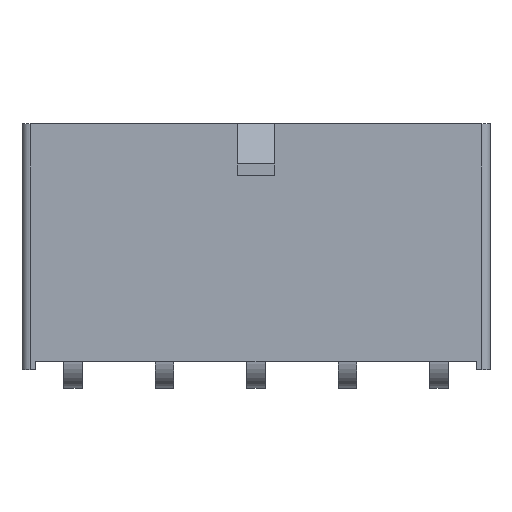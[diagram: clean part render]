
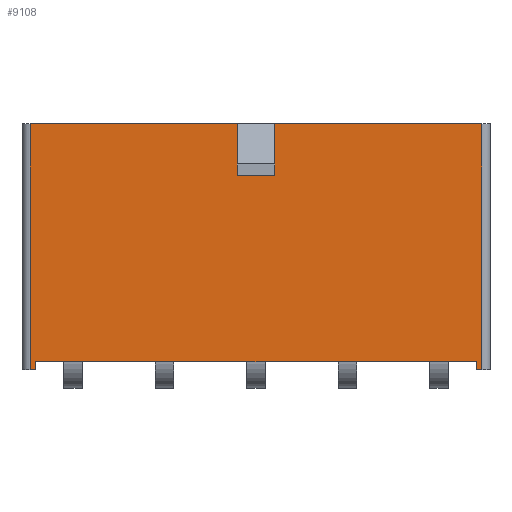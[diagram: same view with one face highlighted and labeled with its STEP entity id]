
A CAD part, top view. The second image highlights one B-rep face of the part: STEP entity #9108.
In plain terms, the highlighted planar face has unit normal (0, 0, 1).
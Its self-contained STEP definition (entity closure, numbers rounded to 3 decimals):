
#550=ORIENTED_EDGE('',*,*,#2166,.F.);
#551=ORIENTED_EDGE('',*,*,#2300,.T.);
#552=ORIENTED_EDGE('',*,*,#2301,.T.);
#553=ORIENTED_EDGE('',*,*,#2302,.T.);
#554=ORIENTED_EDGE('',*,*,#2227,.F.);
#555=ORIENTED_EDGE('',*,*,#2303,.F.);
#556=ORIENTED_EDGE('',*,*,#2304,.F.);
#557=ORIENTED_EDGE('',*,*,#2305,.T.);
#558=ORIENTED_EDGE('',*,*,#2225,.F.);
#559=ORIENTED_EDGE('',*,*,#2306,.F.);
#560=ORIENTED_EDGE('',*,*,#2307,.T.);
#561=ORIENTED_EDGE('',*,*,#2308,.F.);
#2166=EDGE_CURVE('',#3079,#3080,#3659,.T.);
#2225=EDGE_CURVE('',#3121,#3122,#3710,.T.);
#2227=EDGE_CURVE('',#3123,#3124,#3712,.T.);
#2300=EDGE_CURVE('',#3079,#3171,#3779,.T.);
#2301=EDGE_CURVE('',#3171,#3172,#3780,.T.);
#2302=EDGE_CURVE('',#3172,#3124,#3781,.T.);
#2303=EDGE_CURVE('',#3173,#3123,#3782,.T.);
#2304=EDGE_CURVE('',#3174,#3173,#3783,.T.);
#2305=EDGE_CURVE('',#3174,#3122,#3784,.T.);
#2306=EDGE_CURVE('',#3175,#3121,#3785,.T.);
#2307=EDGE_CURVE('',#3175,#3176,#3786,.T.);
#2308=EDGE_CURVE('',#3080,#3176,#3787,.T.);
#3079=VERTEX_POINT('',#12010);
#3080=VERTEX_POINT('',#12012);
#3121=VERTEX_POINT('',#12123);
#3122=VERTEX_POINT('',#12125);
#3123=VERTEX_POINT('',#12127);
#3124=VERTEX_POINT('',#12129);
#3171=VERTEX_POINT('',#12272);
#3172=VERTEX_POINT('',#12276);
#3173=VERTEX_POINT('',#12279);
#3174=VERTEX_POINT('',#12281);
#3175=VERTEX_POINT('',#12284);
#3176=VERTEX_POINT('',#12286);
#3659=LINE('',#12011,#4523);
#3710=LINE('',#12124,#4574);
#3712=LINE('',#12128,#4576);
#3779=LINE('',#12273,#4643);
#3780=LINE('',#12275,#4644);
#3781=LINE('',#12277,#4645);
#3782=LINE('',#12278,#4646);
#3783=LINE('',#12280,#4647);
#3784=LINE('',#12282,#4648);
#3785=LINE('',#12283,#4649);
#3786=LINE('',#12285,#4650);
#3787=LINE('',#12287,#4651);
#4523=VECTOR('',#10121,1000.);
#4574=VECTOR('',#10212,1000.);
#4576=VECTOR('',#10214,1000.);
#4643=VECTOR('',#10341,1000.);
#4644=VECTOR('',#10344,1000.);
#4645=VECTOR('',#10345,1000.);
#4646=VECTOR('',#10346,1000.);
#4647=VECTOR('',#10347,1000.);
#4648=VECTOR('',#10348,1000.);
#4649=VECTOR('',#10349,1000.);
#4650=VECTOR('',#10350,1000.);
#4651=VECTOR('',#10351,1000.);
#5300=EDGE_LOOP('',(#550,#551,#552,#553,#554,#555,#556,#557,#558,#559,#560,
#561));
#5706=FACE_BOUND('',#5300,.T.);
#6085=PLANE('',#9527);
#9108=ADVANCED_FACE('',(#5706),#6085,.F.);
#9527=AXIS2_PLACEMENT_3D('',#12274,#10342,#10343);
#10121=DIRECTION('',(1.,0.,0.));
#10212=DIRECTION('',(-1.,0.,0.));
#10214=DIRECTION('',(-1.,0.,0.));
#10341=DIRECTION('',(0.,1.,0.));
#10342=DIRECTION('',(0.,0.,-1.));
#10343=DIRECTION('',(-1.,0.,0.));
#10344=DIRECTION('',(-1.,0.,0.));
#10345=DIRECTION('',(0.,-1.,0.));
#10346=DIRECTION('',(0.,-1.,0.));
#10347=DIRECTION('',(-1.,0.,0.));
#10348=DIRECTION('',(0.,-1.,0.));
#10349=DIRECTION('',(0.,-1.,0.));
#10350=DIRECTION('',(-1.,0.,0.));
#10351=DIRECTION('',(0.,1.,0.));
#12010=CARTESIAN_POINT('',(-13.725,7.15,3.4));
#12011=CARTESIAN_POINT('',(-13.725,7.15,3.4));
#12012=CARTESIAN_POINT('',(13.725,7.15,3.4));
#12123=CARTESIAN_POINT('',(14.075,-7.65,3.4));
#12124=CARTESIAN_POINT('',(14.575,-7.65,3.4));
#12125=CARTESIAN_POINT('',(1.175,-7.65,3.4));
#12127=CARTESIAN_POINT('',(-1.175,-7.65,3.4));
#12128=CARTESIAN_POINT('',(14.575,-7.65,3.4));
#12129=CARTESIAN_POINT('',(-14.075,-7.65,3.4));
#12272=CARTESIAN_POINT('',(-13.725,7.65,3.4));
#12273=CARTESIAN_POINT('',(-13.725,7.15,3.4));
#12274=CARTESIAN_POINT('',(14.575,7.65,3.4));
#12275=CARTESIAN_POINT('',(14.575,7.65,3.4));
#12276=CARTESIAN_POINT('',(-14.075,7.65,3.4));
#12277=CARTESIAN_POINT('',(-14.075,7.65,3.4));
#12278=CARTESIAN_POINT('',(-1.175,-4.65,3.4));
#12279=CARTESIAN_POINT('',(-1.175,-4.65,3.4));
#12280=CARTESIAN_POINT('',(1.175,-4.65,3.4));
#12281=CARTESIAN_POINT('',(1.175,-4.65,3.4));
#12282=CARTESIAN_POINT('',(1.175,-4.65,3.4));
#12283=CARTESIAN_POINT('',(14.075,7.65,3.4));
#12284=CARTESIAN_POINT('',(14.075,7.65,3.4));
#12285=CARTESIAN_POINT('',(14.575,7.65,3.4));
#12286=CARTESIAN_POINT('',(13.725,7.65,3.4));
#12287=CARTESIAN_POINT('',(13.725,7.15,3.4));
